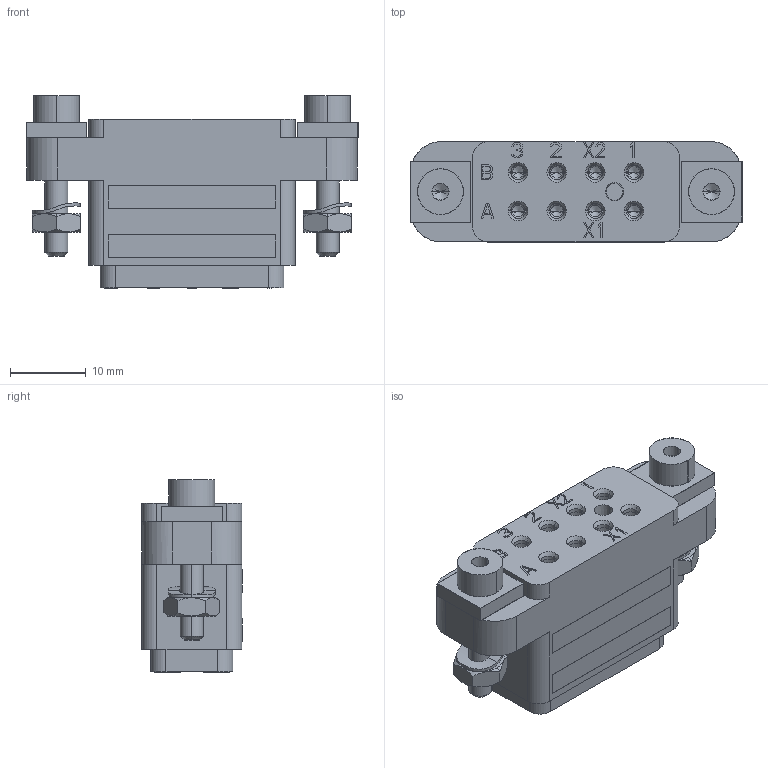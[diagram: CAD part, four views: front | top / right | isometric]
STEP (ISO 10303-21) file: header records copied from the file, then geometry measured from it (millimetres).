
FILE_DESCRIPTION((''),'2;1');
FILE_NAME('01157035110','2020-10-01T',('presta_be1'),(''),'CREO PARAMETRIC BY PTC INC, 2018360','CREO PARAMETRIC BY PTC INC, 2018360','');
FILE_SCHEMA(('CONFIG_CONTROL_DESIGN'));
Length unit declared in the file: millimetre
Products named in the file (1): 01157035110
Bounding box: 43.73 x 13.25 x 25.38 mm (x, y, z)
Volume: 8985 mm3; surface area: 8835.1 mm2
Topology: 13 solids, 13 shells, 1349 faces, 3236 edges, 2016 vertices
Faces by surface type: plane 659, cylinder 328, cone 250, torus 112
Entity records: 44396 total; most frequent: CARTESIAN_POINT 12701, DIRECTION 6742, ORIENTED_EDGE 6392, EDGE_CURVE 3196, AXIS2_PLACEMENT_3D 2413, VERTEX_POINT 2016, VECTOR 1916, LINE 1916
